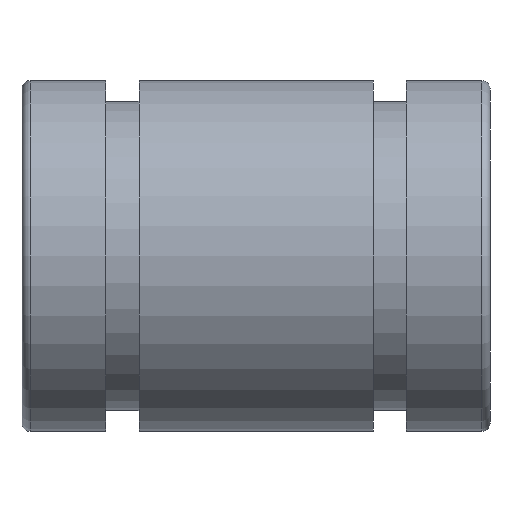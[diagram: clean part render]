
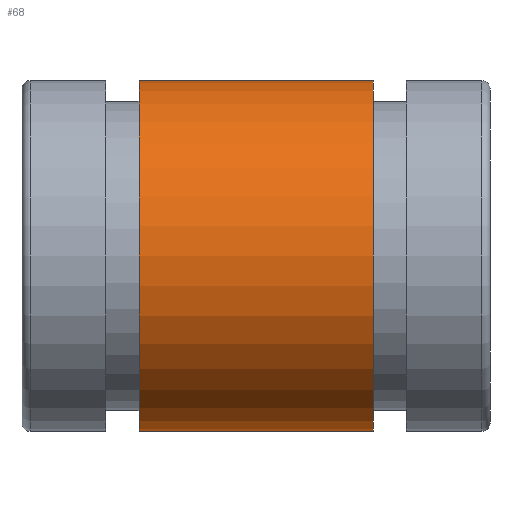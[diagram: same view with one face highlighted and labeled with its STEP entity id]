
A CAD part, front view. The second image highlights one B-rep face of the part: STEP entity #68.
In plain terms, the highlighted cylindrical face has radius 10.5 mm (diameter 21 mm), a full revolution.
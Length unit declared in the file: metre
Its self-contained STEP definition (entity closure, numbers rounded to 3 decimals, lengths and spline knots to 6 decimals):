
#68 = ADVANCED_FACE( '', ( #145, #146 ), #147, .T. );
#145 = FACE_OUTER_BOUND( '', #216, .T. );
#146 = FACE_OUTER_BOUND( '', #217, .T. );
#147 = CYLINDRICAL_SURFACE( '', #218, 0.0105 );
#216 = EDGE_LOOP( '', ( #309 ) );
#217 = EDGE_LOOP( '', ( #310 ) );
#218 = AXIS2_PLACEMENT_3D( '', #311, #312, #313 );
#309 = ORIENTED_EDGE( '', *, *, #347, .F. );
#310 = ORIENTED_EDGE( '', *, *, #326, .T. );
#311 = CARTESIAN_POINT( '', ( 0.014, 0., 0. ) );
#312 = DIRECTION( '', ( 1., 0., 0. ) );
#313 = DIRECTION( '', ( 0., 0., 1. ) );
#326 = EDGE_CURVE( '', #361, #361, #362, .T. );
#347 = EDGE_CURVE( '', #393, #393, #394, .T. );
#361 = VERTEX_POINT( '', #409 );
#362 = CIRCLE( '', #410, 0.0105 );
#393 = VERTEX_POINT( '', #441 );
#394 = CIRCLE( '', #442, 0.0105 );
#409 = CARTESIAN_POINT( '', ( 0.007, 0., 0.0105 ) );
#410 = AXIS2_PLACEMENT_3D( '', #457, #458, #459 );
#441 = CARTESIAN_POINT( '', ( -0.007, 0., 0.0105 ) );
#442 = AXIS2_PLACEMENT_3D( '', #490, #491, #492 );
#457 = CARTESIAN_POINT( '', ( 0.007, 0., 0. ) );
#458 = DIRECTION( '', ( -1., 0., 0. ) );
#459 = DIRECTION( '', ( 0., 0., 1. ) );
#490 = CARTESIAN_POINT( '', ( -0.007, 0., 0. ) );
#491 = DIRECTION( '', ( -1., 0., 0. ) );
#492 = DIRECTION( '', ( 0., 0., 1. ) );
